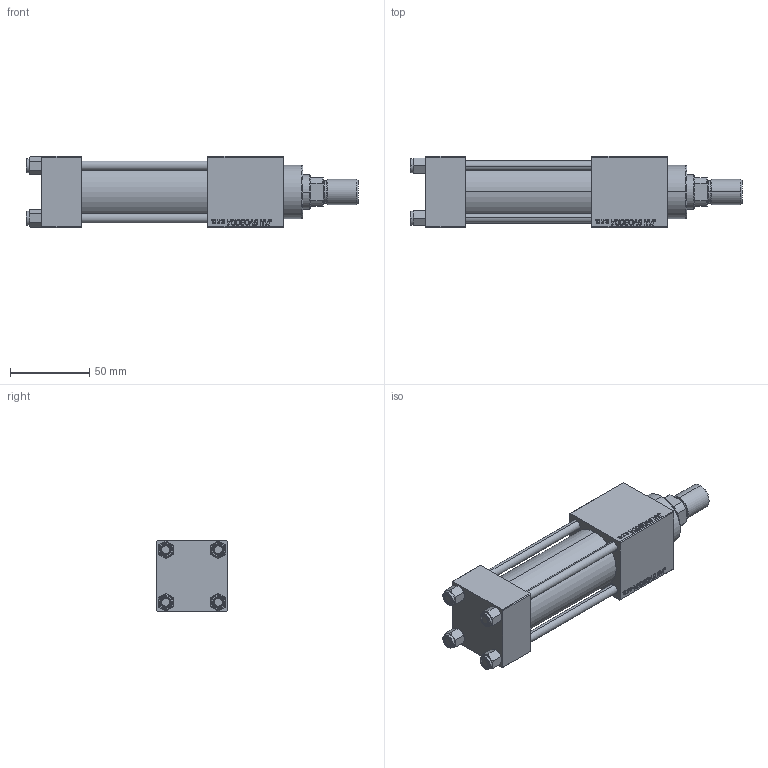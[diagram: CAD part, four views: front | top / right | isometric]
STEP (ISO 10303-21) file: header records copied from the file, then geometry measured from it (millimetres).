
FILE_DESCRIPTION (( 'STEP AP203' ), '1' );
FILE_NAME ('5b6d.STEP', '2022-04-16T07:24:57', ( '' ), ( '' ), 'SwSTEP 2.0', 'SolidWorks 2019', '' );
FILE_SCHEMA (( 'CONFIG_CONTROL_DESIGN' ));
Length unit declared in the file: millimetre
Products named in the file (7): V215CR_VCP_C 5f3f5d91dd0c54a28f3dd846fa80ddf5; V215CR_C_TYCINKA 5f3f5d91dd0c54a28f3dd846fa80ddf5; 5b6d; V215CR_C_Body 5f3f5d91dd0c54a28f3dd846fa80ddf5; ROD_END_AH 5f3f5d91dd0c54a28f3dd846fa80ddf5; V215_VC_A 5f3f5d91dd0c54a28f3dd846fa80ddf5; NUT_M5_C 5f3f5d91dd0c54a28f3dd846fa80ddf5
Assembly tree (12 placements, depth 2):
  5b6d
    V215CR_C_Body 5f3f5d91dd0c54a28f3dd846fa80ddf5
    V215CR_VCP_C 5f3f5d91dd0c54a28f3dd846fa80ddf5
    NUT_M5_C 5f3f5d91dd0c54a28f3dd846fa80ddf5  x4
    V215CR_C_TYCINKA 5f3f5d91dd0c54a28f3dd846fa80ddf5  x4
    V215_VC_A 5f3f5d91dd0c54a28f3dd846fa80ddf5
    ROD_END_AH 5f3f5d91dd0c54a28f3dd846fa80ddf5
Bounding box: 210 x 45 x 45 mm (x, y, z)
Volume: 238614.6 mm3; surface area: 84043.8 mm2
Topology: 12 solids, 12 shells, 1168 faces, 2914 edges, 1889 vertices
Faces by surface type: plane 531, bspline 392, cone 140, cylinder 95, torus 10
Entity records: 50825 total; most frequent: CARTESIAN_POINT 27179, ORIENTED_EDGE 5320, DIRECTION 3408, EDGE_CURVE 2660, VERTEX_POINT 1745, LINE 1604, VECTOR 1604, EDGE_LOOP 1179
